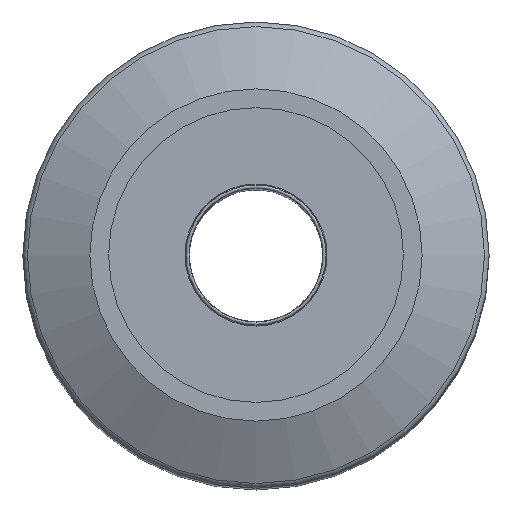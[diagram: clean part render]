
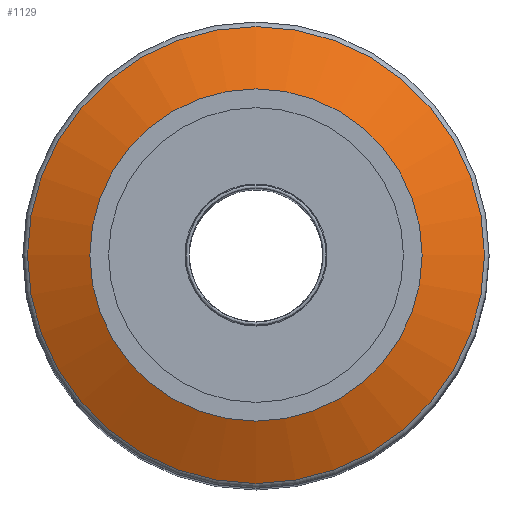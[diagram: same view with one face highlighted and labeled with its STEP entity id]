
A CAD part, top view. The second image highlights one B-rep face of the part: STEP entity #1129.
In plain terms, the highlighted conical face has half-angle 65 degrees and reference radius 27.5 mm.
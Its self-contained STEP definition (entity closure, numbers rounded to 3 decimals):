
#38=CONICAL_SURFACE('',#1219,27.5,1.134);
#292=ORIENTED_EDGE('',*,*,#386,.F.);
#293=ORIENTED_EDGE('',*,*,#311,.T.);
#311=EDGE_CURVE('',#396,#396,#463,.F.);
#386=EDGE_CURVE('',#453,#453,#490,.T.);
#396=VERTEX_POINT('',#1465);
#453=VERTEX_POINT('',#1712);
#463=CIRCLE('',#1147,31.);
#490=CIRCLE('',#1218,42.634);
#573=EDGE_LOOP('',(#292));
#574=EDGE_LOOP('',(#293));
#665=FACE_BOUND('',#573,.T.);
#666=FACE_BOUND('',#574,.T.);
#1129=ADVANCED_FACE('',(#665,#666),#38,.T.);
#1147=AXIS2_PLACEMENT_3D('',#1464,#1245,#1246);
#1218=AXIS2_PLACEMENT_3D('',#1711,#1425,#1426);
#1219=AXIS2_PLACEMENT_3D('',#1713,#1427,#1428);
#1245=DIRECTION('',(0.,0.,1.));
#1246=DIRECTION('',(1.,0.,0.));
#1425=DIRECTION('',(0.,0.,-1.));
#1426=DIRECTION('',(-1.,0.,0.));
#1427=DIRECTION('',(0.,0.,-1.));
#1428=DIRECTION('',(-1.,0.,0.));
#1464=CARTESIAN_POINT('',(0.,0.,219.));
#1465=CARTESIAN_POINT('',(31.,0.,219.));
#1711=CARTESIAN_POINT('',(0.,0.,213.575));
#1712=CARTESIAN_POINT('',(-42.634,0.,213.575));
#1713=CARTESIAN_POINT('',(0.,0.,220.632));
